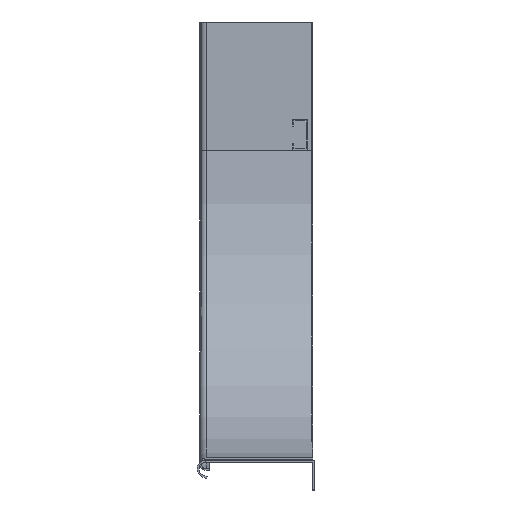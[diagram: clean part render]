
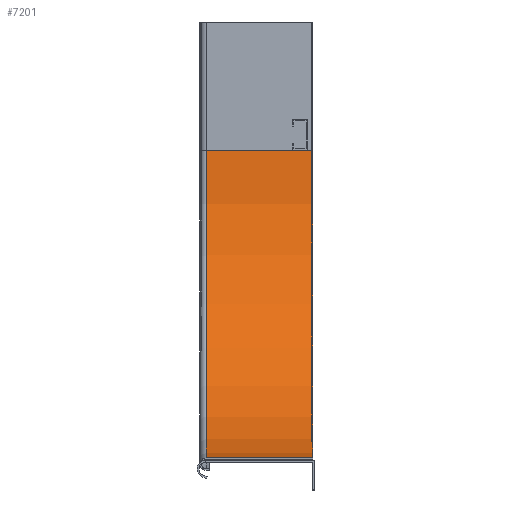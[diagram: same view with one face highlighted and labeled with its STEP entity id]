
A CAD part, left-side view. The second image highlights one B-rep face of the part: STEP entity #7201.
In plain terms, the highlighted cylindrical face has radius 300 mm (diameter 600 mm), a partial arc.
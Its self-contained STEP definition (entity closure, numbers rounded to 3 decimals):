
#677 = EDGE_CURVE ( 'NONE', #6055, #3614, #12161, .T. ) ;
#691 = VECTOR ( 'NONE', #2582, 1000. ) ;
#1146 = AXIS2_PLACEMENT_3D ( 'NONE', #9565, #2274, #10828 ) ;
#1672 = EDGE_CURVE ( 'NONE', #6055, #6388, #14349, .T. ) ;
#2194 = DIRECTION ( 'NONE',  ( 0., 1., 0. ) ) ;
#2245 = CARTESIAN_POINT ( 'NONE',  ( 0., 2.5, -125. ) ) ;
#2274 = DIRECTION ( 'NONE',  ( 0., -1., 0. ) ) ;
#2582 = DIRECTION ( 'NONE',  ( 0., 1., 0. ) ) ;
#2640 = ORIENTED_EDGE ( 'NONE', *, *, #9335, .F. ) ;
#2805 = DIRECTION ( 'NONE',  ( 0., -1., 0. ) ) ;
#3376 = DIRECTION ( 'NONE',  ( 0., 0., -1. ) ) ;
#3415 = CARTESIAN_POINT ( 'NONE',  ( 300., 2.5, -425. ) ) ;
#3614 = VERTEX_POINT ( 'NONE', #4115 ) ;
#3751 = VERTEX_POINT ( 'NONE', #8229 ) ;
#4115 = CARTESIAN_POINT ( 'NONE',  ( 0., 104., -125. ) ) ;
#5395 = ORIENTED_EDGE ( 'NONE', *, *, #677, .F. ) ;
#6018 = EDGE_LOOP ( 'NONE', ( #5395, #6415, #11525, #2640 ) ) ;
#6055 = VERTEX_POINT ( 'NONE', #8927 ) ;
#6388 = VERTEX_POINT ( 'NONE', #12444 ) ;
#6415 = ORIENTED_EDGE ( 'NONE', *, *, #1672, .T. ) ;
#7201 = ADVANCED_FACE ( 'NONE', ( #11003 ), #10626, .F. ) ;
#7893 = LINE ( 'NONE', #3415, #14091 ) ;
#8182 = CARTESIAN_POINT ( 'NONE',  ( 300., 0., -125. ) ) ;
#8229 = CARTESIAN_POINT ( 'NONE',  ( 300., 104., -425. ) ) ;
#8927 = CARTESIAN_POINT ( 'NONE',  ( 0., 0., -125. ) ) ;
#9335 = EDGE_CURVE ( 'NONE', #3614, #3751, #10004, .T. ) ;
#9565 = CARTESIAN_POINT ( 'NONE',  ( 300., 0., -125. ) ) ;
#10004 = CIRCLE ( 'NONE', #11138, 300. ) ;
#10160 = CARTESIAN_POINT ( 'NONE',  ( 300., 104., -125. ) ) ;
#10626 = CYLINDRICAL_SURFACE ( 'NONE', #11327, 300. ) ;
#10733 = DIRECTION ( 'NONE',  ( 0., -1., 0. ) ) ;
#10828 = DIRECTION ( 'NONE',  ( 1., 0., 0. ) ) ;
#11003 = FACE_OUTER_BOUND ( 'NONE', #6018, .T. ) ;
#11043 = EDGE_CURVE ( 'NONE', #6388, #3751, #7893, .T. ) ;
#11138 = AXIS2_PLACEMENT_3D ( 'NONE', #10160, #2805, #11368 ) ;
#11327 = AXIS2_PLACEMENT_3D ( 'NONE', #8182, #10733, #3376 ) ;
#11368 = DIRECTION ( 'NONE',  ( 0., 0., -1. ) ) ;
#11525 = ORIENTED_EDGE ( 'NONE', *, *, #11043, .T. ) ;
#12161 = LINE ( 'NONE', #2245, #691 ) ;
#12444 = CARTESIAN_POINT ( 'NONE',  ( 300., 0., -425. ) ) ;
#14091 = VECTOR ( 'NONE', #2194, 1000. ) ;
#14349 = CIRCLE ( 'NONE', #1146, 300. ) ;
